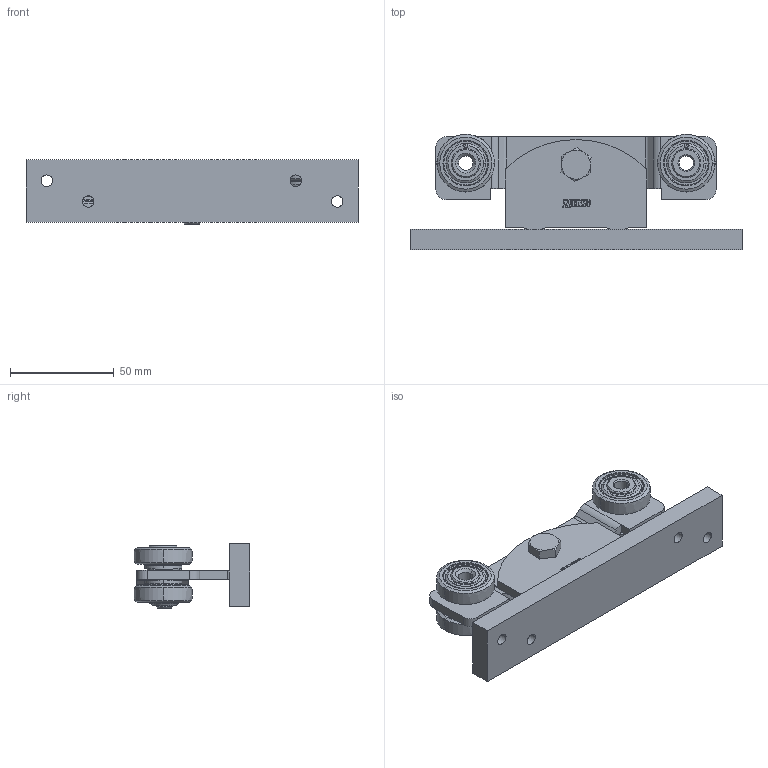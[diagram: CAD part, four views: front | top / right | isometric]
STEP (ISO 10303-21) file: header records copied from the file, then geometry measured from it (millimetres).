
FILE_DESCRIPTION (( 'STEP AP214' ), '1' );
FILE_NAME ('1.23.R59.STEP', '2019-02-28T15:18:24', ( '' ), ( '' ), 'SwSTEP 2.0', 'SolidWorks 2018', '' );
FILE_SCHEMA (( 'AUTOMOTIVE_DESIGN' ));
Length unit declared in the file: millimetre
Products named in the file (8): 2.21.R94.71R; nut_din_985-m8x1-8; RODELA; 2.23.R59.10P; 2.23.R91.09P; bearing 300; 1.23.R59; 2.23.R58.32T
Assembly tree (13 placements, depth 2):
  1.23.R59
    2.21.R94.71R
    2.23.R58.32T
    2.23.R59.10P
    2.23.R91.09P
    bearing 300  x4
    RODELA  x4
    nut_din_985-m8x1-8
Bounding box: 160 x 55.73 x 30.95 mm (x, y, z)
Volume: 91461 mm3; surface area: 49391.8 mm2
Topology: 49 solids, 49 shells, 795 faces, 1878 edges, 1185 vertices
Faces by surface type: plane 332, cylinder 262, cone 153, bspline 48
Entity records: 12334 total; most frequent: CARTESIAN_POINT 2438, DIRECTION 2043, ORIENTED_EDGE 1916, EDGE_CURVE 958, AXIS2_PLACEMENT_3D 738, VERTEX_POINT 621, VECTOR 567, LINE 567
